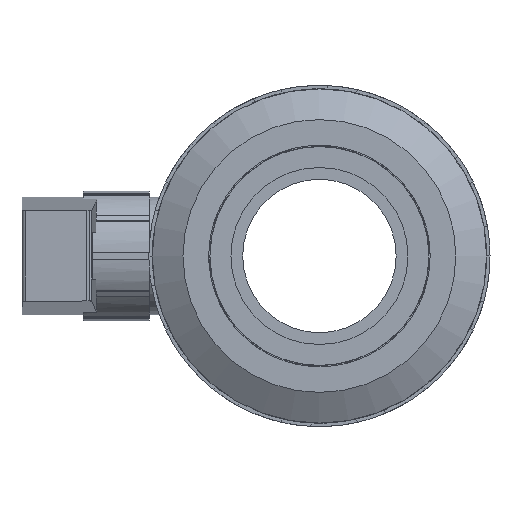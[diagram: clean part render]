
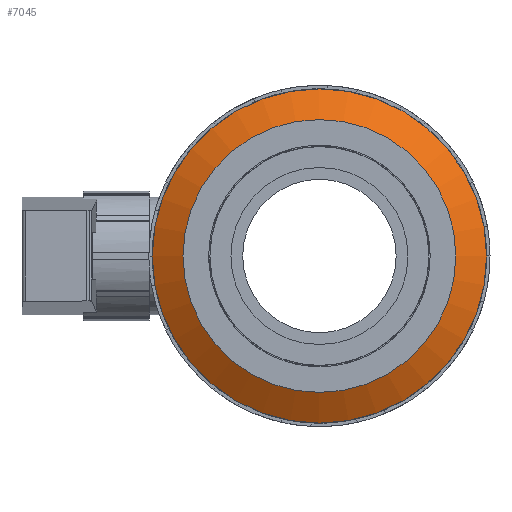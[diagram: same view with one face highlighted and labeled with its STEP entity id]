
A CAD part, left-side view. The second image highlights one B-rep face of the part: STEP entity #7045.
In plain terms, the highlighted conical face has half-angle 60 degrees and reference radius 65.025 mm.
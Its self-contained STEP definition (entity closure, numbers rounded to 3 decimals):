
#14=CONICAL_SURFACE('',#7582,65.025,1.047);
#211=CIRCLE('',#7583,70.805);
#212=CIRCLE('',#7584,57.8);
#749=FACE_OUTER_BOUND('',#1137,.T.);
#1137=EDGE_LOOP('',(#5239,#5240,#5241,#5242));
#1669=LINE('',#11706,#2380);
#2380=VECTOR('',#8633,65.025);
#3287=VERTEX_POINT('',#11703);
#3288=VERTEX_POINT('',#11705);
#4048=EDGE_CURVE('',#3287,#3287,#211,.T.);
#4049=EDGE_CURVE('',#3287,#3288,#1669,.T.);
#4050=EDGE_CURVE('',#3288,#3288,#212,.T.);
#5239=ORIENTED_EDGE('',*,*,#4048,.T.);
#5240=ORIENTED_EDGE('',*,*,#4049,.T.);
#5241=ORIENTED_EDGE('',*,*,#4050,.F.);
#5242=ORIENTED_EDGE('',*,*,#4049,.F.);
#7045=ADVANCED_FACE('',(#749),#14,.T.);
#7582=AXIS2_PLACEMENT_3D('',#11702,#8629,#8630);
#7583=AXIS2_PLACEMENT_3D('',#11704,#8631,#8632);
#7584=AXIS2_PLACEMENT_3D('',#11707,#8634,#8635);
#8629=DIRECTION('center_axis',(1.,0.,0.));
#8630=DIRECTION('ref_axis',(0.,1.,0.));
#8631=DIRECTION('center_axis',(-1.,0.,0.));
#8632=DIRECTION('ref_axis',(0.,1.,0.));
#8633=DIRECTION('',(-0.5,0.866,0.));
#8634=DIRECTION('center_axis',(-1.,0.,0.));
#8635=DIRECTION('ref_axis',(0.,1.,0.));
#11702=CARTESIAN_POINT('Origin',(-72.637,0.,0.));
#11703=CARTESIAN_POINT('',(-69.3,-70.805,0.));
#11704=CARTESIAN_POINT('Origin',(-69.3,0.,0.));
#11705=CARTESIAN_POINT('',(-76.809,-57.8,0.));
#11706=CARTESIAN_POINT('',(-72.637,-65.025,0.));
#11707=CARTESIAN_POINT('Origin',(-76.809,0.,0.));
